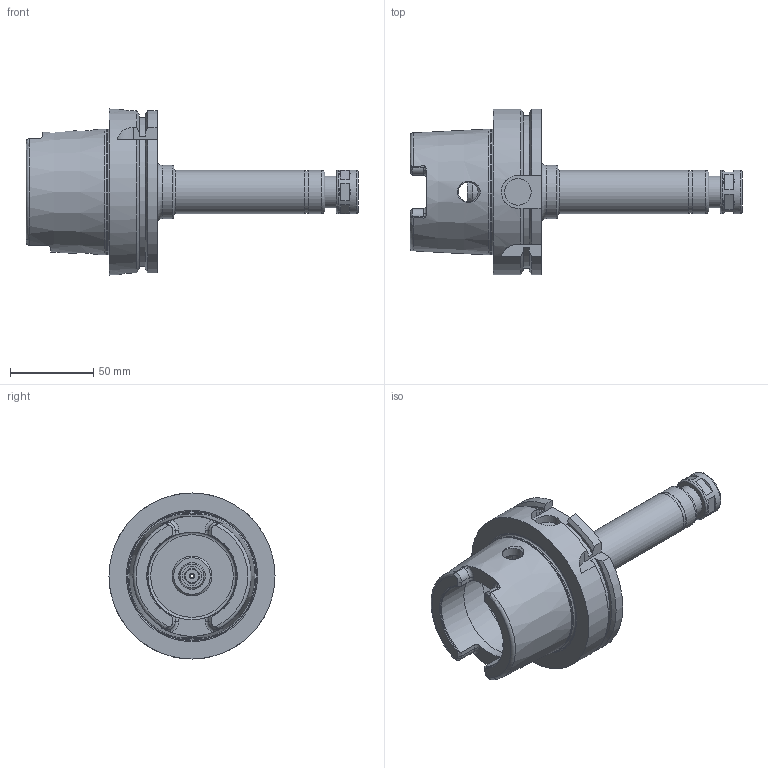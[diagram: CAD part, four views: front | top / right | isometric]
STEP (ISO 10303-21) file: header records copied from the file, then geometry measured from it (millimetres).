
FILE_DESCRIPTION((''),'2;1');
FILE_NAME('536077109150-3D.stp','2020-01-08T14:45:33',('nttooll'),(''),'Autodesk Inventor 2012','Autodesk Inventor 2012','');
FILE_SCHEMA(('AUTOMOTIVE_DESIGN { 1 0 10303 214 1 1 1 1 }'));
Length unit declared in the file: millimetre
Products named in the file (1): 536077109150-3D
Bounding box: 200 x 100 x 100 mm (x, y, z)
Volume: 314659.7 mm3; surface area: 66709 mm2
Topology: 1 solids, 1 shells, 188 faces, 426 edges, 269 vertices
Faces by surface type: plane 83, cylinder 54, cone 31, torus 20
Full cylindrical faces by diameter (mm): 1.7 x1, 3 x1, 3.5 x1, 7 x1, 7.787 x1, 8.8 x1, 9.3 x1, 10 x2, 10.5 x1, 12 x3, 13 x1, 13.5 x1, 15.3 x1, 15.5 x1, 16 x2, 19 x2, 24 x1, 25.6 x1, 26 x2, 26.3 x1, 32 x1, 53 x1, 53.8 x1, 63 x1, 75.3 x1, 100 x1
Entity records: 5235 total; most frequent: CARTESIAN_POINT 1262, DIRECTION 855, ORIENTED_EDGE 708, AXIS2_PLACEMENT_3D 366, EDGE_CURVE 354, EDGE_LOOP 283, VERTEX_POINT 257, FACE_OUTER_BOUND 188
